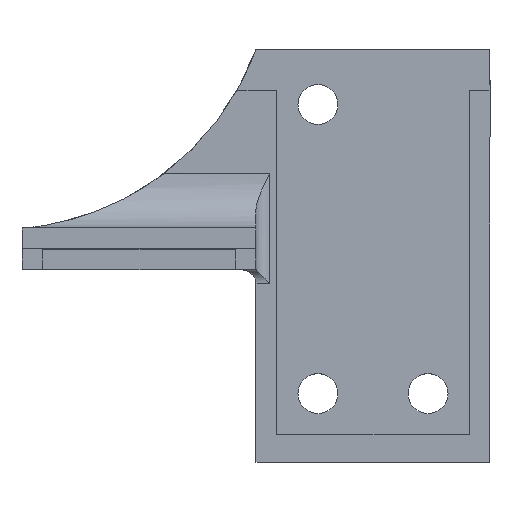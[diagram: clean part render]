
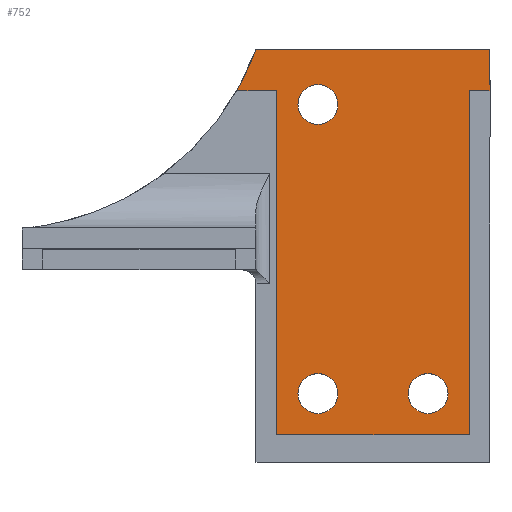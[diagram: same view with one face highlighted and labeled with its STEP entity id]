
A CAD part, top view. The second image highlights one B-rep face of the part: STEP entity #752.
In plain terms, the highlighted planar face has unit normal (0, 0, 1).
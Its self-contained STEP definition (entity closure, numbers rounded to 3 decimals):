
#23=FACE_BOUND('',#154,.T.);
#24=FACE_BOUND('',#155,.T.);
#25=FACE_BOUND('',#156,.T.);
#38=CIRCLE('',#789,20.);
#43=CIRCLE('',#797,1.45);
#45=CIRCLE('',#800,1.45);
#46=CIRCLE('',#802,1.45);
#67=PLANE('',#814);
#106=FACE_OUTER_BOUND('',#153,.T.);
#153=EDGE_LOOP('',(#626,#627,#628,#629,#630,#631,#632,#633));
#154=EDGE_LOOP('',(#634));
#155=EDGE_LOOP('',(#635));
#156=EDGE_LOOP('',(#636));
#221=LINE('',#1257,#298);
#223=LINE('',#1261,#300);
#225=LINE('',#1265,#302);
#227=LINE('',#1269,#304);
#229=LINE('',#1273,#306);
#230=LINE('',#1276,#307);
#231=LINE('',#1277,#308);
#298=VECTOR('',#958,2.899);
#300=VECTOR('',#962,25.);
#302=VECTOR('',#966,14.);
#304=VECTOR('',#970,25.);
#306=VECTOR('',#974,1.5);
#307=VECTOR('',#977,3.);
#308=VECTOR('',#978,17.);
#375=VERTEX_POINT('',#1213);
#376=VERTEX_POINT('',#1215);
#382=VERTEX_POINT('',#1235);
#384=VERTEX_POINT('',#1240);
#385=VERTEX_POINT('',#1243);
#389=VERTEX_POINT('',#1255);
#390=VERTEX_POINT('',#1259);
#391=VERTEX_POINT('',#1263);
#392=VERTEX_POINT('',#1267);
#393=VERTEX_POINT('',#1271);
#394=VERTEX_POINT('',#1275);
#456=EDGE_CURVE('',#375,#376,#38,.T.);
#467=EDGE_CURVE('',#382,#382,#43,.T.);
#469=EDGE_CURVE('',#384,#384,#45,.T.);
#470=EDGE_CURVE('',#385,#385,#46,.T.);
#475=EDGE_CURVE('',#389,#375,#221,.T.);
#477=EDGE_CURVE('',#390,#389,#223,.T.);
#479=EDGE_CURVE('',#391,#390,#225,.T.);
#481=EDGE_CURVE('',#392,#391,#227,.T.);
#483=EDGE_CURVE('',#393,#392,#229,.T.);
#484=EDGE_CURVE('',#394,#393,#230,.T.);
#485=EDGE_CURVE('',#376,#394,#231,.T.);
#626=ORIENTED_EDGE('',*,*,#475,.F.);
#627=ORIENTED_EDGE('',*,*,#477,.F.);
#628=ORIENTED_EDGE('',*,*,#479,.F.);
#629=ORIENTED_EDGE('',*,*,#481,.F.);
#630=ORIENTED_EDGE('',*,*,#483,.F.);
#631=ORIENTED_EDGE('',*,*,#484,.F.);
#632=ORIENTED_EDGE('',*,*,#485,.F.);
#633=ORIENTED_EDGE('',*,*,#456,.F.);
#634=ORIENTED_EDGE('',*,*,#467,.T.);
#635=ORIENTED_EDGE('',*,*,#469,.T.);
#636=ORIENTED_EDGE('',*,*,#470,.T.);
#752=ADVANCED_FACE('',(#106,#23,#24,#25),#67,.F.);
#789=AXIS2_PLACEMENT_3D('',#1216,#909,#910);
#797=AXIS2_PLACEMENT_3D('',#1236,#931,#932);
#800=AXIS2_PLACEMENT_3D('',#1241,#937,#938);
#802=AXIS2_PLACEMENT_3D('',#1244,#941,#942);
#814=AXIS2_PLACEMENT_3D('',#1274,#975,#976);
#909=DIRECTION('center_axis',(0.,0.,1.));
#910=DIRECTION('ref_axis',(0.938,-0.346,0.));
#931=DIRECTION('center_axis',(0.,0.,-1.));
#932=DIRECTION('ref_axis',(-1.,0.,0.));
#937=DIRECTION('center_axis',(0.,0.,-1.));
#938=DIRECTION('ref_axis',(-1.,0.,0.));
#941=DIRECTION('center_axis',(0.,0.,-1.));
#942=DIRECTION('ref_axis',(-1.,0.,0.));
#958=DIRECTION('',(-1.,0.,0.));
#962=DIRECTION('',(0.,1.,0.));
#966=DIRECTION('',(-1.,0.,0.));
#970=DIRECTION('',(0.,-1.,0.));
#974=DIRECTION('',(-1.,0.,0.));
#975=DIRECTION('center_axis',(0.,0.,-1.));
#976=DIRECTION('ref_axis',(-1.,0.,0.));
#977=DIRECTION('',(0.,-1.,0.));
#978=DIRECTION('',(1.,0.,0.));
#1213=CARTESIAN_POINT('',(-18.399,27.,8.5));
#1215=CARTESIAN_POINT('',(-17.,30.,8.5));
#1216=CARTESIAN_POINT('Origin',(-35.764,36.922,8.5));
#1235=CARTESIAN_POINT('',(-3.05,5.,8.5));
#1236=CARTESIAN_POINT('Origin',(-4.5,5.,8.5));
#1240=CARTESIAN_POINT('',(-11.05,5.,8.5));
#1241=CARTESIAN_POINT('Origin',(-12.5,5.,8.5));
#1243=CARTESIAN_POINT('',(-11.05,26.,8.5));
#1244=CARTESIAN_POINT('Origin',(-12.5,26.,8.5));
#1255=CARTESIAN_POINT('',(-15.5,27.,8.5));
#1257=CARTESIAN_POINT('',(-12.,27.,8.5));
#1259=CARTESIAN_POINT('',(-15.5,2.,8.5));
#1261=CARTESIAN_POINT('',(-15.5,27.,8.5));
#1263=CARTESIAN_POINT('',(-1.5,2.,8.5));
#1265=CARTESIAN_POINT('',(-15.5,2.,8.5));
#1267=CARTESIAN_POINT('',(-1.5,27.,8.5));
#1269=CARTESIAN_POINT('',(-1.5,2.,8.5));
#1271=CARTESIAN_POINT('',(0.,27.,8.5));
#1273=CARTESIAN_POINT('',(-1.5,27.,8.5));
#1274=CARTESIAN_POINT('Origin',(-8.5,16.833,8.5));
#1275=CARTESIAN_POINT('',(0.,30.,8.5));
#1276=CARTESIAN_POINT('',(0.,8.417,8.5));
#1277=CARTESIAN_POINT('',(-4.25,30.,8.5));
